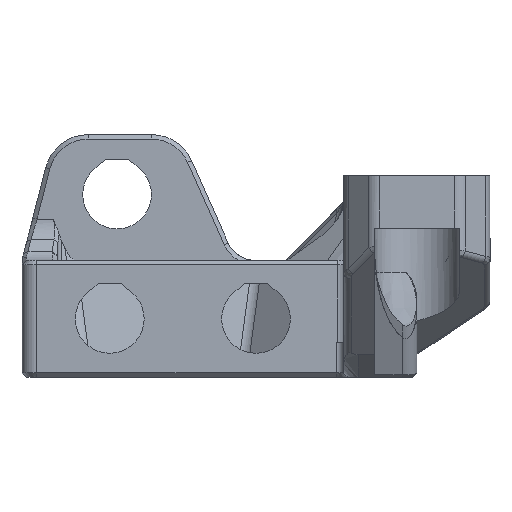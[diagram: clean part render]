
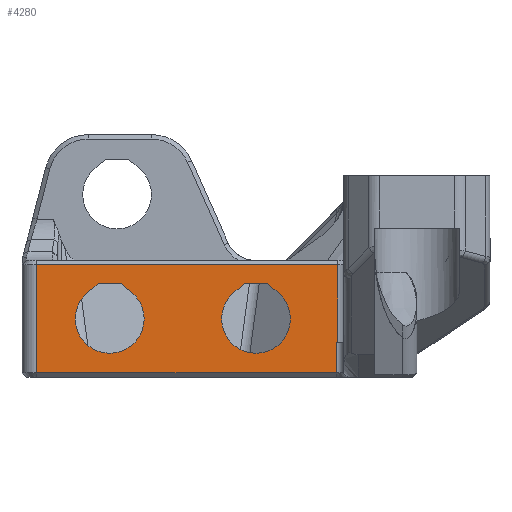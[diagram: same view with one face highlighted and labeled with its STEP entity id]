
A CAD part, left-side view. The second image highlights one B-rep face of the part: STEP entity #4280.
In plain terms, the highlighted planar face has unit normal (-1, 0, 0).
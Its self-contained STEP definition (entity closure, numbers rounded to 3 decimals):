
#45=FACE_BOUND('',#659,.T.);
#46=FACE_BOUND('',#660,.T.);
#172=PLANE('',#4652);
#405=FACE_OUTER_BOUND('',#658,.T.);
#658=EDGE_LOOP('',(#3510,#3511,#3512,#3513,#3514,#3515));
#659=EDGE_LOOP('',(#3516,#3517,#3518,#3519));
#660=EDGE_LOOP('',(#3520,#3521,#3522,#3523));
#820=CIRCLE('',#4564,2.35);
#822=CIRCLE('',#4570,2.35);
#1056=LINE('',#7168,#1476);
#1059=LINE('',#7174,#1479);
#1063=LINE('',#7185,#1483);
#1066=LINE('',#7192,#1486);
#1069=LINE('',#7198,#1489);
#1073=LINE('',#7209,#1493);
#1123=LINE('',#7480,#1543);
#1127=LINE('',#7494,#1547);
#1149=LINE('',#7596,#1569);
#1150=LINE('',#7599,#1570);
#1151=LINE('',#7601,#1571);
#1152=LINE('',#7602,#1572);
#1476=VECTOR('',#5273,1000.);
#1479=VECTOR('',#5278,1000.);
#1483=VECTOR('',#5290,1000.);
#1486=VECTOR('',#5295,1000.);
#1489=VECTOR('',#5300,1000.);
#1493=VECTOR('',#5312,1000.);
#1543=VECTOR('',#5480,1000.);
#1547=VECTOR('',#5494,1000.);
#1569=VECTOR('',#5548,1000.);
#1570=VECTOR('',#5551,1000.);
#1571=VECTOR('',#5552,1000.);
#1572=VECTOR('',#5553,1000.);
#1981=VERTEX_POINT('',#7165);
#1982=VERTEX_POINT('',#7167);
#1984=VERTEX_POINT('',#7173);
#1987=VERTEX_POINT('',#7181);
#1989=VERTEX_POINT('',#7189);
#1990=VERTEX_POINT('',#7191);
#1992=VERTEX_POINT('',#7197);
#1995=VERTEX_POINT('',#7205);
#2048=VERTEX_POINT('',#7478);
#2049=VERTEX_POINT('',#7479);
#2054=VERTEX_POINT('',#7492);
#2072=VERTEX_POINT('',#7594);
#2073=VERTEX_POINT('',#7598);
#2074=VERTEX_POINT('',#7600);
#2453=EDGE_CURVE('',#1981,#1982,#1056,.T.);
#2456=EDGE_CURVE('',#1982,#1984,#1059,.T.);
#2460=EDGE_CURVE('',#1984,#1987,#820,.T.);
#2462=EDGE_CURVE('',#1987,#1981,#1063,.T.);
#2465=EDGE_CURVE('',#1989,#1990,#1066,.T.);
#2468=EDGE_CURVE('',#1990,#1992,#1069,.T.);
#2472=EDGE_CURVE('',#1992,#1995,#822,.T.);
#2474=EDGE_CURVE('',#1995,#1989,#1073,.T.);
#2563=EDGE_CURVE('',#2048,#2049,#1123,.T.);
#2571=EDGE_CURVE('',#2048,#2054,#1127,.T.);
#2600=EDGE_CURVE('',#2054,#2072,#1149,.T.);
#2601=EDGE_CURVE('',#2072,#2073,#1150,.T.);
#2602=EDGE_CURVE('',#2073,#2074,#1151,.T.);
#2603=EDGE_CURVE('',#2074,#2049,#1152,.T.);
#3510=ORIENTED_EDGE('',*,*,#2600,.T.);
#3511=ORIENTED_EDGE('',*,*,#2601,.T.);
#3512=ORIENTED_EDGE('',*,*,#2602,.T.);
#3513=ORIENTED_EDGE('',*,*,#2603,.T.);
#3514=ORIENTED_EDGE('',*,*,#2563,.F.);
#3515=ORIENTED_EDGE('',*,*,#2571,.T.);
#3516=ORIENTED_EDGE('',*,*,#2474,.F.);
#3517=ORIENTED_EDGE('',*,*,#2472,.F.);
#3518=ORIENTED_EDGE('',*,*,#2468,.F.);
#3519=ORIENTED_EDGE('',*,*,#2465,.F.);
#3520=ORIENTED_EDGE('',*,*,#2462,.F.);
#3521=ORIENTED_EDGE('',*,*,#2460,.F.);
#3522=ORIENTED_EDGE('',*,*,#2456,.F.);
#3523=ORIENTED_EDGE('',*,*,#2453,.F.);
#4280=ADVANCED_FACE('',(#405,#45,#46),#172,.F.);
#4564=AXIS2_PLACEMENT_3D('',#7182,#5285,#5286);
#4570=AXIS2_PLACEMENT_3D('',#7206,#5307,#5308);
#4652=AXIS2_PLACEMENT_3D('',#7597,#5549,#5550);
#5273=DIRECTION('',(0.,1.,0.));
#5278=DIRECTION('',(0.,0.766,-0.643));
#5285=DIRECTION('center_axis',(-1.,0.,0.));
#5286=DIRECTION('ref_axis',(0.,-1.,0.));
#5290=DIRECTION('',(0.,0.766,0.643));
#5295=DIRECTION('',(0.,1.,0.));
#5300=DIRECTION('',(0.,0.766,-0.643));
#5307=DIRECTION('center_axis',(-1.,0.,0.));
#5308=DIRECTION('ref_axis',(0.,-1.,0.));
#5312=DIRECTION('',(0.,0.766,0.643));
#5480=DIRECTION('',(0.,0.,-1.));
#5494=DIRECTION('',(0.,-1.,0.));
#5548=DIRECTION('',(0.,0.,1.));
#5549=DIRECTION('center_axis',(1.,0.,0.));
#5550=DIRECTION('ref_axis',(0.,1.,0.));
#5551=DIRECTION('',(0.,1.,0.));
#5552=DIRECTION('',(0.,0.,-1.));
#5553=DIRECTION('',(0.,-1.,0.));
#7165=CARTESIAN_POINT('',(7.,25.204,6.4));
#7167=CARTESIAN_POINT('',(7.,26.796,6.4));
#7168=CARTESIAN_POINT('',(7.,26.796,6.4));
#7173=CARTESIAN_POINT('',(7.,27.511,5.8));
#7174=CARTESIAN_POINT('',(7.,27.511,5.8));
#7181=CARTESIAN_POINT('',(7.,24.489,5.8));
#7182=CARTESIAN_POINT('Origin',(7.,26.,4.));
#7185=CARTESIAN_POINT('',(7.,25.204,6.4));
#7189=CARTESIAN_POINT('',(7.,15.204,6.4));
#7191=CARTESIAN_POINT('',(7.,16.796,6.4));
#7192=CARTESIAN_POINT('',(7.,16.796,6.4));
#7197=CARTESIAN_POINT('',(7.,17.511,5.8));
#7198=CARTESIAN_POINT('',(7.,17.511,5.8));
#7205=CARTESIAN_POINT('',(7.,14.489,5.8));
#7206=CARTESIAN_POINT('Origin',(7.,16.,4.));
#7209=CARTESIAN_POINT('',(7.,15.204,6.4));
#7478=CARTESIAN_POINT('',(7.,10.5,2.4));
#7479=CARTESIAN_POINT('',(7.,10.5,0.3));
#7480=CARTESIAN_POINT('',(7.,10.5,8.));
#7492=CARTESIAN_POINT('',(7.,10.414,2.4));
#7494=CARTESIAN_POINT('',(7.,10.,2.4));
#7594=CARTESIAN_POINT('',(7.,10.414,7.7));
#7596=CARTESIAN_POINT('',(7.,10.414,8.));
#7597=CARTESIAN_POINT('Origin',(7.,32.,8.));
#7598=CARTESIAN_POINT('',(7.,31.,7.7));
#7599=CARTESIAN_POINT('',(7.,31.,7.7));
#7600=CARTESIAN_POINT('',(7.,31.,0.3));
#7601=CARTESIAN_POINT('',(7.,31.,8.));
#7602=CARTESIAN_POINT('',(7.,32.,0.3));
